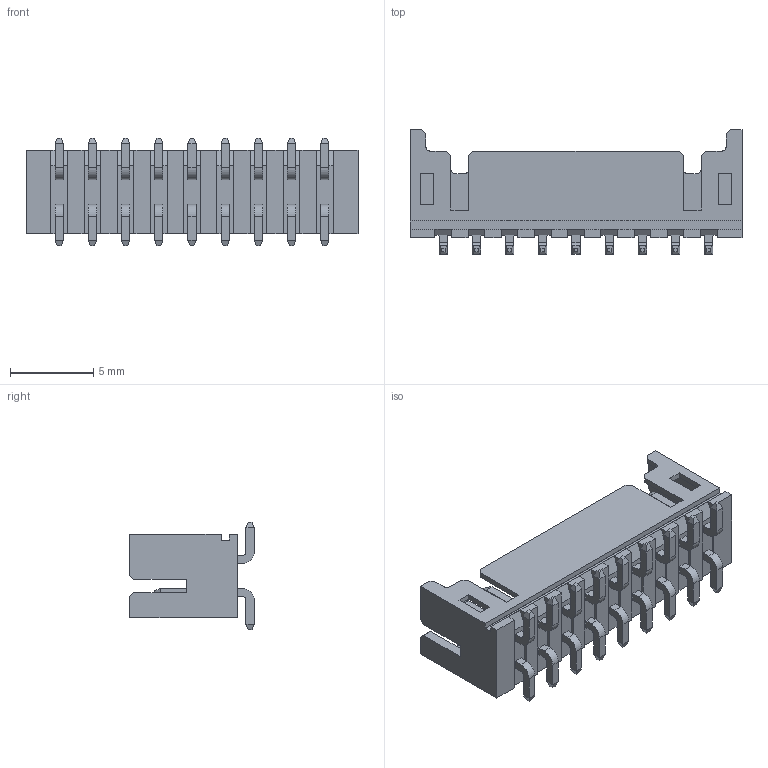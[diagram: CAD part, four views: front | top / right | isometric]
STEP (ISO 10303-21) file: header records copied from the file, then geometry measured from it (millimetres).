
FILE_DESCRIPTION( ('This file contains a STEP AP42 implementation' ,'as created by ZW3D STEP Interface translator.') ,'2;1' );
FILE_NAME( 'WF2002-WMXXXXXR1.stp' ,'23 419.103717', (''), ('ZWCAD Software Co.'), 'Version 1.0', 'ZW3D to STEP translator', '' );
FILE_SCHEMA(('AUTOMOTIVE_DESIGN { 1 0 10303 214 1 1 1 1 }'));
Length unit declared in the file: millimetre
Products named in the file (2): 0; WF2002-WMXXXXXR1
Bounding box: 20 x 7.5 x 6.5 mm (x, y, z)
Volume: 196.2 mm3; surface area: 928.8 mm2
Topology: 1 solids, 1 shells, 519 faces, 1303 edges, 820 vertices
Faces by surface type: plane 475, cylinder 44
Entity records: 15645 total; most frequent: CARTESIAN_POINT 2643, ORIENTED_EDGE 2606, DIRECTION 2431, EDGE_CURVE 1303, VECTOR 1215, LINE 1215, VERTEX_POINT 820, AXIS2_PLACEMENT_3D 608
